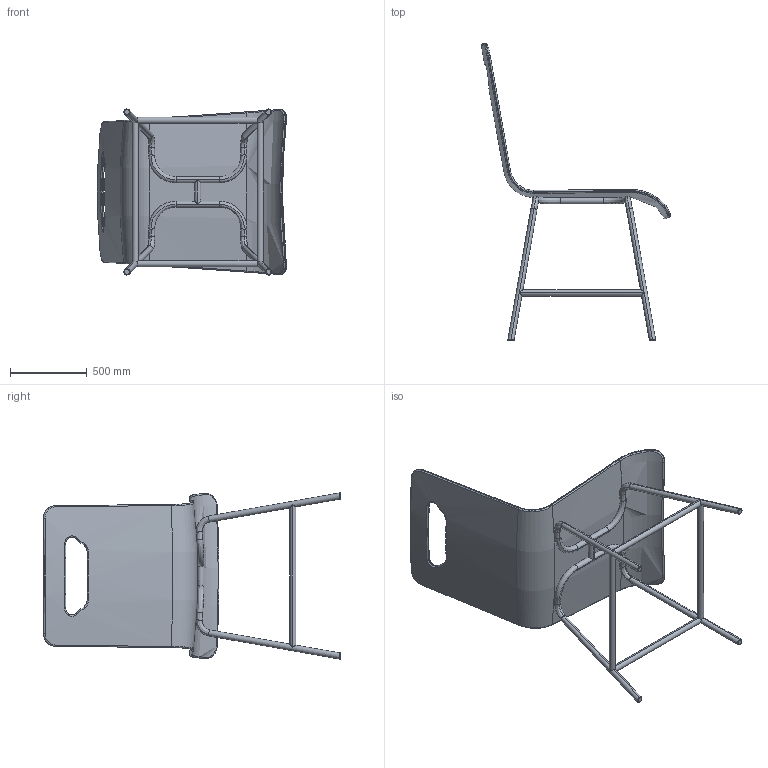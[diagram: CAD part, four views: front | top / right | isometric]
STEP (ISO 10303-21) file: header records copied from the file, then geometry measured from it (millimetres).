
FILE_DESCRIPTION(('STEP AP214'),'1');
FILE_NAME('.stp','2019-01-12T10:38:47',('Administrator'),('None'),'Spatial InterOp 3D','CimatronE 13.0',' ');
FILE_SCHEMA(('AUTOMOTIVE_DESIGN'));
Length unit declared in the file: millimetre
Products named in the file (1): 1
Bounding box: 1231.52 x 1935.26 x 1082.49 mm (x, y, z)
Volume: 49515879.2 mm3; surface area: 5057580.5 mm2
Topology: 2 solids, 2 shells, 130 faces, 324 edges, 192 vertices
Faces by surface type: bspline 74, cylinder 36, plane 12, torus 8
Entity records: 15965 total; most frequent: CARTESIAN_POINT 10418, ORIENTED_EDGE 648, DIRECTION 536, STYLED_ITEM 456, PRESENTATION_STYLE_ASSIGNMENT 456, COLOUR_RGB 456, EDGE_CURVE 324, CURVE_STYLE 324
